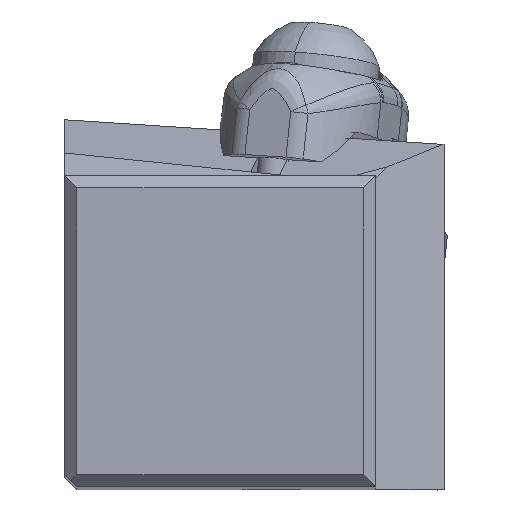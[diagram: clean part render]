
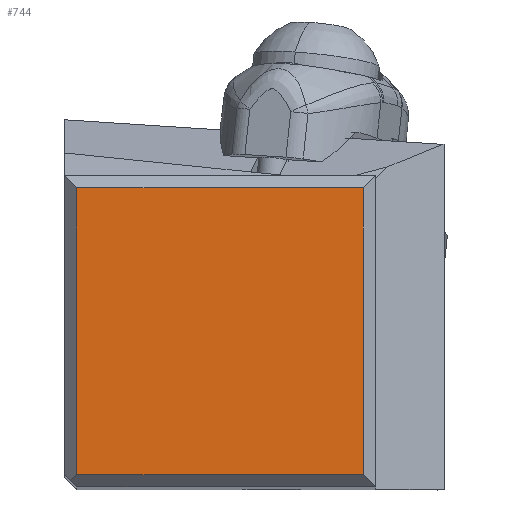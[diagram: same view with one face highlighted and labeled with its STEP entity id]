
A CAD part, top view. The second image highlights one B-rep face of the part: STEP entity #744.
In plain terms, the highlighted planar face has unit normal (0, 0, 1).
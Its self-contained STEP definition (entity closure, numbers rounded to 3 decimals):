
#483=FACE_OUTER_BOUND('',#1142,.T.);
#744=ADVANCED_FACE('',(#483),#999,.T.);
#999=PLANE('',#4914);
#1142=EDGE_LOOP('',(#1849,#1850,#1851,#1852));
#1849=ORIENTED_EDGE('',*,*,#3595,.F.);
#1850=ORIENTED_EDGE('',*,*,#3596,.F.);
#1851=ORIENTED_EDGE('',*,*,#3480,.F.);
#1852=ORIENTED_EDGE('',*,*,#3594,.F.);
#3032=VERTEX_POINT('',#6597);
#3033=VERTEX_POINT('',#6599);
#3107=VERTEX_POINT('',#6833);
#3108=VERTEX_POINT('',#6837);
#3480=EDGE_CURVE('',#3032,#3033,#4178,.T.);
#3594=EDGE_CURVE('',#3107,#3032,#4253,.T.);
#3595=EDGE_CURVE('',#3108,#3107,#4254,.T.);
#3596=EDGE_CURVE('',#3033,#3108,#4255,.T.);
#4178=LINE('',#6598,#4441);
#4253=LINE('',#6834,#4516);
#4254=LINE('',#6836,#4517);
#4255=LINE('',#6838,#4518);
#4441=VECTOR('',#5366,1.);
#4516=VECTOR('',#5589,1.);
#4517=VECTOR('',#5592,1.);
#4518=VECTOR('',#5593,1.);
#4914=AXIS2_PLACEMENT_3D('',#6839,#5594,#5595);
#5366=DIRECTION('',(-1.,0.,0.));
#5589=DIRECTION('',(0.,-1.,0.));
#5592=DIRECTION('',(1.,0.,0.));
#5593=DIRECTION('',(0.,1.,0.));
#5594=DIRECTION('',(0.,0.,1.));
#5595=DIRECTION('',(1.,0.,0.));
#6597=CARTESIAN_POINT('',(24.4,1.,0.));
#6598=CARTESIAN_POINT('',(24.4,1.,0.));
#6599=CARTESIAN_POINT('',(1.,1.,0.));
#6833=CARTESIAN_POINT('',(24.4,24.4,0.));
#6834=CARTESIAN_POINT('',(24.4,24.4,0.));
#6836=CARTESIAN_POINT('',(1.,24.4,0.));
#6837=CARTESIAN_POINT('',(1.,24.4,0.));
#6838=CARTESIAN_POINT('',(1.,1.,0.));
#6839=CARTESIAN_POINT('',(12.7,12.7,0.));
